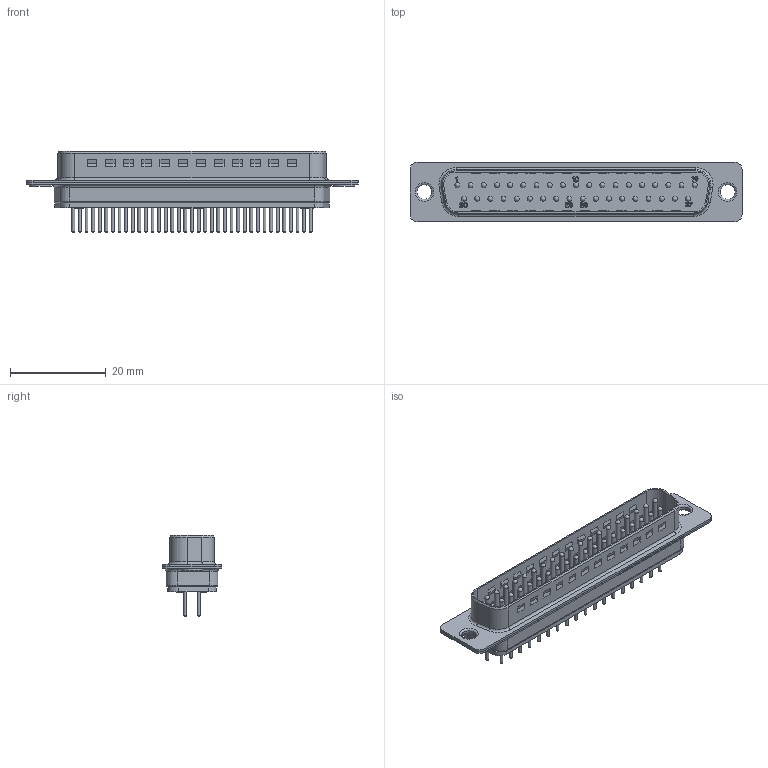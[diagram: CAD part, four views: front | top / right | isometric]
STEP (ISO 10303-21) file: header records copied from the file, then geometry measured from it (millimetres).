
FILE_DESCRIPTION(/* description */ ('Unknown'),/* implementation_level */ '2;1');
FILE_NAME(/* name */ '216111003',/* time_stamp */ '2019-03-27T14:02:50+08:00',/* author */ ('Unknown'),/* organization */ ('Unknown'),/* preprocessor_version */ 'ST-DEVELOPER v16.7',/* originating_system */ 'DEX',/* authorisation */ $);
FILE_SCHEMA (('AUTOMOTIVE_DESIGN {1 0 10303 214 3 1 1}'));
Length unit declared in the file: millimetre
Products named in the file (6): 216111003; N00638_BG; R+B00056_BG; R+B00157_BG; R+B00156_BG; N00753_BG
Assembly tree (41 placements, depth 2):
  216111003
    N00638_BG
    R+B00056_BG  x37
    R+B00157_BG
    R+B00156_BG
    N00753_BG
Bounding box: 69.5 x 12.4 x 17 mm (x, y, z)
Volume: 2886.3 mm3; surface area: 9231.7 mm2
Topology: 41 solids, 41 shells, 6130 faces, 15064 edges, 9162 vertices
Faces by surface type: plane 5436, cylinder 407, cone 152, bspline 74, sphere 37, torus 24
Full cylindrical faces by diameter (mm): 0.242 x2, 0.281 x2, 0.6 x37, 0.7 x37, 1 x37, 1.02 x37, 1.28 x37, 1.8 x37, 2 x37, 2.03 x74, 3.1 x2, 3.9 x2, 4.06 x2, 4.6 x2
Entity records: 36965 total; most frequent: CARTESIAN_POINT 12071, ORIENTED_EDGE 4752, DIRECTION 4580, EDGE_CURVE 2376, VERTEX_POINT 1633, AXIS2_PLACEMENT_3D 1566, LINE 1448, VECTOR 1448
